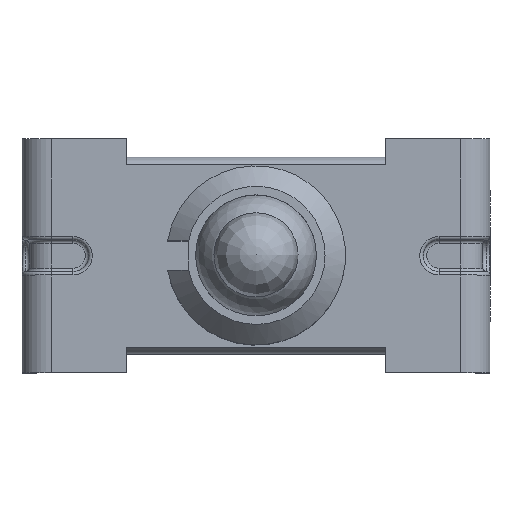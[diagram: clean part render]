
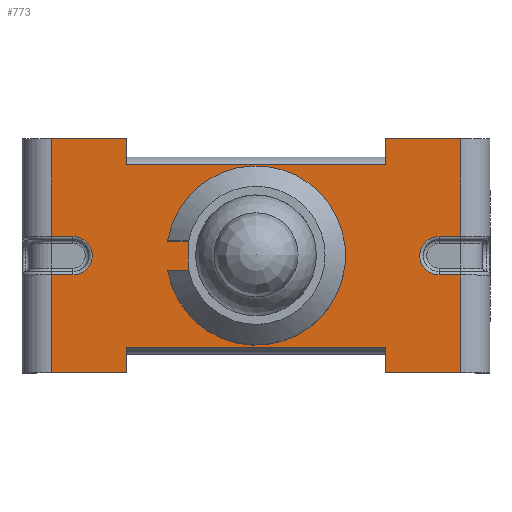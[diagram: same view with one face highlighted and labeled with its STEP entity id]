
A CAD part, top view. The second image highlights one B-rep face of the part: STEP entity #773.
In plain terms, the highlighted planar face has unit normal (0, 0, 1).
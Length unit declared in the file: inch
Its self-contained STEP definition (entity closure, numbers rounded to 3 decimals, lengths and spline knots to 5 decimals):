
#569=CARTESIAN_POINT('',(0.30791,0.17604,0.37008));
#570=DIRECTION('',(0.0,0.0,1.0));
#571=DIRECTION('',(1.0,0.0,0.0));
#572=AXIS2_PLACEMENT_3D('',#569,#570,#571);
#573=PLANE('',#572);
#574=CARTESIAN_POINT('',(-0.17717,-0.16004,0.37008));
#575=VERTEX_POINT('',#574);
#576=CARTESIAN_POINT('',(-0.17717,-0.12539,0.37008));
#577=VERTEX_POINT('',#576);
#578=CARTESIAN_POINT('',(-0.17717,-0.16004,0.37008));
#579=DIRECTION('',(0.0,1.0,0.0));
#580=VECTOR('',#579,0.03465);
#581=LINE('',#578,#580);
#582=EDGE_CURVE('',#575,#577,#581,.T.);
#583=ORIENTED_EDGE('',*,*,#582,.T.);
#584=CARTESIAN_POINT('',(0.17717,-0.12539,0.37008));
#585=VERTEX_POINT('',#584);
#586=CARTESIAN_POINT('',(-0.17717,-0.12539,0.37008));
#587=DIRECTION('',(1.0,0.0,0.0));
#588=VECTOR('',#587,0.35433);
#589=LINE('',#586,#588);
#590=EDGE_CURVE('',#577,#585,#589,.T.);
#591=ORIENTED_EDGE('',*,*,#590,.T.);
#592=CARTESIAN_POINT('',(0.17717,-0.16004,0.37008));
#593=VERTEX_POINT('',#592);
#594=CARTESIAN_POINT('',(0.17717,-0.12539,0.37008));
#595=DIRECTION('',(0.0,-1.0,0.0));
#596=VECTOR('',#595,0.03465);
#597=LINE('',#594,#596);
#598=EDGE_CURVE('',#585,#593,#597,.T.);
#599=ORIENTED_EDGE('',*,*,#598,.T.);
#600=CARTESIAN_POINT('',(0.27992,-0.16004,0.37008));
#601=VERTEX_POINT('',#600);
#602=CARTESIAN_POINT('',(0.27992,-0.16004,0.37008));
#603=DIRECTION('',(-1.0,0.0,0.0));
#604=VECTOR('',#603,0.10276);
#605=LINE('',#602,#604);
#606=EDGE_CURVE('',#601,#593,#605,.T.);
#607=ORIENTED_EDGE('',*,*,#606,.F.);
#608=CARTESIAN_POINT('',(0.27992,-0.02638,0.37008));
#609=VERTEX_POINT('',#608);
#610=CARTESIAN_POINT('',(0.27992,-0.16004,0.37008));
#611=DIRECTION('',(0.0,1.0,0.0));
#612=VECTOR('',#611,0.13366);
#613=LINE('',#610,#612);
#614=EDGE_CURVE('',#601,#609,#613,.T.);
#615=ORIENTED_EDGE('',*,*,#614,.T.);
#616=CARTESIAN_POINT('',(0.25039,-0.02638,0.37008));
#617=VERTEX_POINT('',#616);
#618=CARTESIAN_POINT('',(0.25039,-0.02638,0.37008));
#619=DIRECTION('',(1.0,0.0,0.0));
#620=VECTOR('',#619,0.02953);
#621=LINE('',#618,#620);
#622=EDGE_CURVE('',#617,#609,#621,.T.);
#623=ORIENTED_EDGE('',*,*,#622,.F.);
#624=CARTESIAN_POINT('',(0.25039,0.02638,0.37008));
#625=VERTEX_POINT('',#624);
#626=CARTESIAN_POINT('',(0.25039,0.,0.37008));
#627=DIRECTION('',(0.0,0.0,1.0));
#628=DIRECTION('',(-1.0,0.0,0.0));
#629=AXIS2_PLACEMENT_3D('',#626,#627,#628);
#630=CIRCLE('',#629,0.02638);
#631=EDGE_CURVE('',#625,#617,#630,.T.);
#632=ORIENTED_EDGE('',*,*,#631,.F.);
#633=CARTESIAN_POINT('',(0.27992,0.02638,0.37008));
#634=VERTEX_POINT('',#633);
#635=CARTESIAN_POINT('',(0.27992,0.02638,0.37008));
#636=DIRECTION('',(-1.0,0.0,0.0));
#637=VECTOR('',#636,0.02953);
#638=LINE('',#635,#637);
#639=EDGE_CURVE('',#634,#625,#638,.T.);
#640=ORIENTED_EDGE('',*,*,#639,.F.);
#641=CARTESIAN_POINT('',(0.27992,0.16004,0.37008));
#642=VERTEX_POINT('',#641);
#643=CARTESIAN_POINT('',(0.27992,0.02638,0.37008));
#644=DIRECTION('',(0.0,1.0,0.0));
#645=VECTOR('',#644,0.13366);
#646=LINE('',#643,#645);
#647=EDGE_CURVE('',#634,#642,#646,.T.);
#648=ORIENTED_EDGE('',*,*,#647,.T.);
#649=CARTESIAN_POINT('',(0.17717,0.16004,0.37008));
#650=VERTEX_POINT('',#649);
#651=CARTESIAN_POINT('',(0.17717,0.16004,0.37008));
#652=DIRECTION('',(1.0,0.0,0.0));
#653=VECTOR('',#652,0.10276);
#654=LINE('',#651,#653);
#655=EDGE_CURVE('',#650,#642,#654,.T.);
#656=ORIENTED_EDGE('',*,*,#655,.F.);
#657=CARTESIAN_POINT('',(0.17717,0.12539,0.37008));
#658=VERTEX_POINT('',#657);
#659=CARTESIAN_POINT('',(0.17717,0.16004,0.37008));
#660=DIRECTION('',(0.0,-1.0,0.0));
#661=VECTOR('',#660,0.03465);
#662=LINE('',#659,#661);
#663=EDGE_CURVE('',#650,#658,#662,.T.);
#664=ORIENTED_EDGE('',*,*,#663,.T.);
#665=CARTESIAN_POINT('',(-0.17717,0.12539,0.37008));
#666=VERTEX_POINT('',#665);
#667=CARTESIAN_POINT('',(0.17717,0.12539,0.37008));
#668=DIRECTION('',(-1.0,0.0,0.0));
#669=VECTOR('',#668,0.35433);
#670=LINE('',#667,#669);
#671=EDGE_CURVE('',#658,#666,#670,.T.);
#672=ORIENTED_EDGE('',*,*,#671,.T.);
#673=CARTESIAN_POINT('',(-0.17717,0.16004,0.37008));
#674=VERTEX_POINT('',#673);
#675=CARTESIAN_POINT('',(-0.17717,0.12539,0.37008));
#676=DIRECTION('',(0.0,1.0,0.0));
#677=VECTOR('',#676,0.03465);
#678=LINE('',#675,#677);
#679=EDGE_CURVE('',#666,#674,#678,.T.);
#680=ORIENTED_EDGE('',*,*,#679,.T.);
#681=CARTESIAN_POINT('',(-0.27992,0.16004,0.37008));
#682=VERTEX_POINT('',#681);
#683=CARTESIAN_POINT('',(-0.27992,0.16004,0.37008));
#684=DIRECTION('',(1.0,0.0,0.0));
#685=VECTOR('',#684,0.10276);
#686=LINE('',#683,#685);
#687=EDGE_CURVE('',#682,#674,#686,.T.);
#688=ORIENTED_EDGE('',*,*,#687,.F.);
#689=CARTESIAN_POINT('',(-0.27992,0.02638,0.37008));
#690=VERTEX_POINT('',#689);
#691=CARTESIAN_POINT('',(-0.27992,0.16004,0.37008));
#692=DIRECTION('',(0.0,-1.0,0.0));
#693=VECTOR('',#692,0.13366);
#694=LINE('',#691,#693);
#695=EDGE_CURVE('',#682,#690,#694,.T.);
#696=ORIENTED_EDGE('',*,*,#695,.T.);
#697=CARTESIAN_POINT('',(-0.25039,0.02638,0.37008));
#698=VERTEX_POINT('',#697);
#699=CARTESIAN_POINT('',(-0.25039,0.02638,0.37008));
#700=DIRECTION('',(-1.0,0.0,0.0));
#701=VECTOR('',#700,0.02953);
#702=LINE('',#699,#701);
#703=EDGE_CURVE('',#698,#690,#702,.T.);
#704=ORIENTED_EDGE('',*,*,#703,.F.);
#705=CARTESIAN_POINT('',(-0.25039,-0.02638,0.37008));
#706=VERTEX_POINT('',#705);
#707=CARTESIAN_POINT('',(-0.25039,0.,0.37008));
#708=DIRECTION('',(0.0,0.0,1.0));
#709=DIRECTION('',(1.0,0.0,0.0));
#710=AXIS2_PLACEMENT_3D('',#707,#708,#709);
#711=CIRCLE('',#710,0.02638);
#712=EDGE_CURVE('',#706,#698,#711,.T.);
#713=ORIENTED_EDGE('',*,*,#712,.F.);
#714=CARTESIAN_POINT('',(-0.27992,-0.02638,0.37008));
#715=VERTEX_POINT('',#714);
#716=CARTESIAN_POINT('',(-0.27992,-0.02638,0.37008));
#717=DIRECTION('',(1.0,0.0,0.0));
#718=VECTOR('',#717,0.02953);
#719=LINE('',#716,#718);
#720=EDGE_CURVE('',#715,#706,#719,.T.);
#721=ORIENTED_EDGE('',*,*,#720,.F.);
#722=CARTESIAN_POINT('',(-0.27992,-0.16004,0.37008));
#723=VERTEX_POINT('',#722);
#724=CARTESIAN_POINT('',(-0.27992,-0.02638,0.37008));
#725=DIRECTION('',(0.0,-1.0,0.0));
#726=VECTOR('',#725,0.13366);
#727=LINE('',#724,#726);
#728=EDGE_CURVE('',#715,#723,#727,.T.);
#729=ORIENTED_EDGE('',*,*,#728,.T.);
#730=CARTESIAN_POINT('',(-0.17717,-0.16004,0.37008));
#731=DIRECTION('',(-1.0,0.0,0.0));
#732=VECTOR('',#731,0.10276);
#733=LINE('',#730,#732);
#734=EDGE_CURVE('',#575,#723,#733,.T.);
#735=ORIENTED_EDGE('',*,*,#734,.F.);
#736=EDGE_LOOP('',(#583,#591,#599,#607,#615,#623,#632,#640,#648,#656,#664,#672,#680,#688,#696,#704,#713,#721,#729,#735));
#737=FACE_OUTER_BOUND('',#736,.T.);
#738=CARTESIAN_POINT('',(-0.09283,0.02008,0.37008));
#739=VERTEX_POINT('',#738);
#740=CARTESIAN_POINT('',(-0.09283,-0.02008,0.37008));
#741=VERTEX_POINT('',#740);
#742=CARTESIAN_POINT('',(-0.09283,0.02008,0.37008));
#743=DIRECTION('',(0.0,-1.0,0.0));
#744=VECTOR('',#743,0.04016);
#745=LINE('',#742,#744);
#746=EDGE_CURVE('',#739,#741,#745,.T.);
#747=ORIENTED_EDGE('',*,*,#746,.F.);
#748=CARTESIAN_POINT('',(-0.12078,0.02008,0.37008));
#749=VERTEX_POINT('',#748);
#750=CARTESIAN_POINT('',(-0.12078,0.02008,0.37008));
#751=DIRECTION('',(1.0,0.0,0.0));
#752=VECTOR('',#751,0.02795);
#753=LINE('',#750,#752);
#754=EDGE_CURVE('',#749,#739,#753,.T.);
#755=ORIENTED_EDGE('',*,*,#754,.F.);
#756=CARTESIAN_POINT('',(-0.12078,-0.02008,0.37008));
#757=VERTEX_POINT('',#756);
#758=CARTESIAN_POINT('',(0.,0.,0.37008));
#759=DIRECTION('',(0.0,0.0,1.0));
#760=DIRECTION('',(-0.986,-0.164,0.0));
#761=AXIS2_PLACEMENT_3D('',#758,#759,#760);
#762=CIRCLE('',#761,0.12244);
#763=EDGE_CURVE('',#757,#749,#762,.T.);
#764=ORIENTED_EDGE('',*,*,#763,.F.);
#765=CARTESIAN_POINT('',(-0.09283,-0.02008,0.37008));
#766=DIRECTION('',(-1.0,0.0,0.0));
#767=VECTOR('',#766,0.02795);
#768=LINE('',#765,#767);
#769=EDGE_CURVE('',#741,#757,#768,.T.);
#770=ORIENTED_EDGE('',*,*,#769,.F.);
#771=EDGE_LOOP('',(#747,#755,#764,#770));
#772=FACE_BOUND('',#771,.T.);
#773=ADVANCED_FACE('',(#737,#772),#573,.T.);
